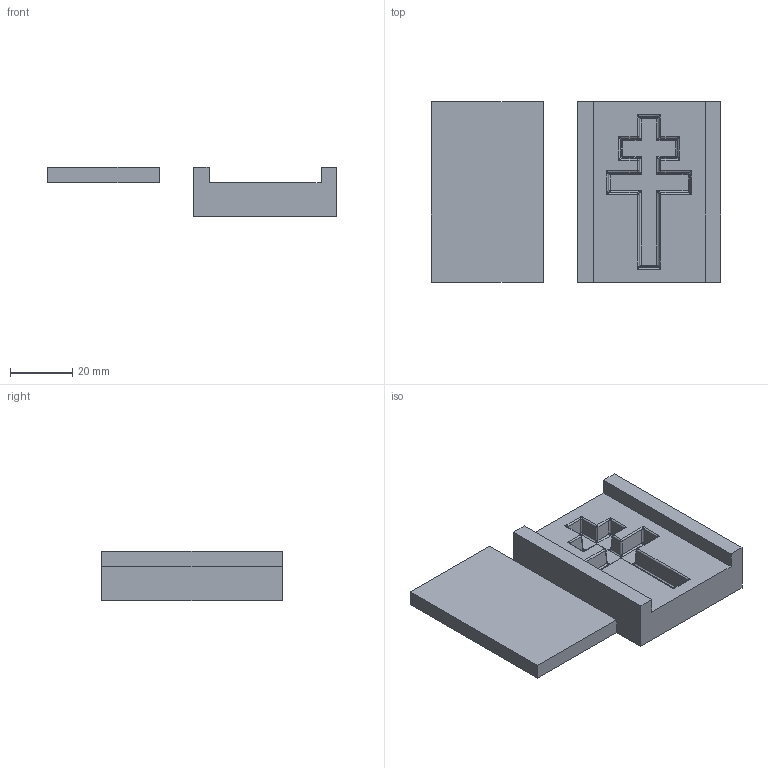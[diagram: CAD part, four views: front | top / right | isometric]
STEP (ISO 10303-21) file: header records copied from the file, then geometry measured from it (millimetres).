
FILE_DESCRIPTION(/* description */ (''),/* implementation_level */ '2;1');
FILE_NAME(/* name */ 'Sans nom.step',/* time_stamp */ '2024-05-31T21:40:34+02:00',/* author */ (''),/* organization */ (''),/* preprocessor_version */ 'ST-DEVELOPER v20',/* originating_system */ 'Autodesk Translation Framework v13.14.0.145',/* authorisation */ '');
FILE_SCHEMA (('AUTOMOTIVE_DESIGN { 1 0 10303 214 3 1 1 }'));
Length unit declared in the file: millimetre
Products named in the file (1): (Non enregistré)
Bounding box: 93 x 58 x 16 mm (x, y, z)
Volume: 39646 mm3; surface area: 14896.7 mm2
Topology: 2 solids, 2 shells, 137 faces, 296 edges, 144 vertices
Faces by surface type: cylinder 60, plane 37, bspline 20, sphere 20
Entity records: 3902 total; most frequent: CARTESIAN_POINT 1038, DIRECTION 632, ORIENTED_EDGE 552, EDGE_CURVE 276, AXIS2_PLACEMENT_3D 238, LINE 156, VECTOR 156, VERTEX_POINT 144
